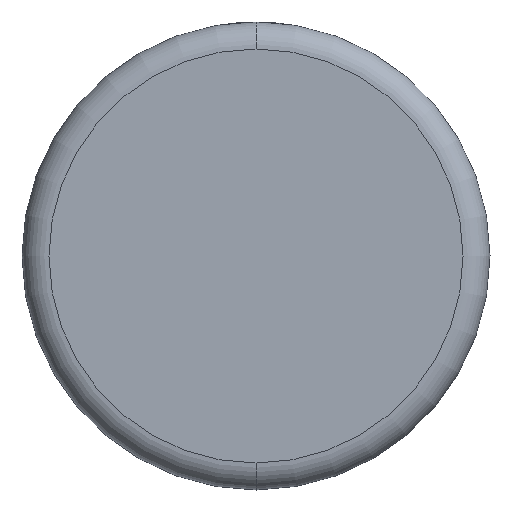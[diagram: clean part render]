
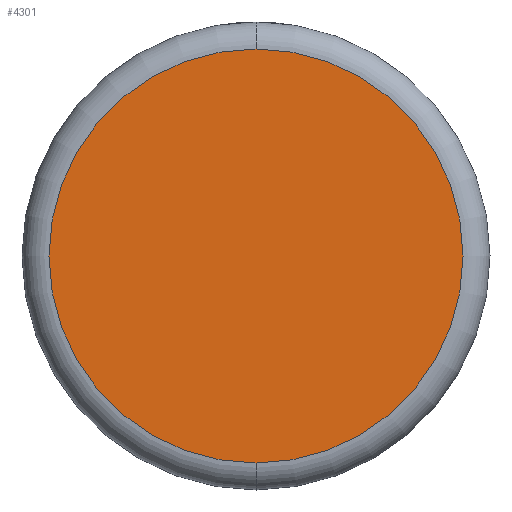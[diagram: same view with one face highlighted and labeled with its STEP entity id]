
A CAD part, front view. The second image highlights one B-rep face of the part: STEP entity #4301.
In plain terms, the highlighted planar face has unit normal (0, -1, 0).
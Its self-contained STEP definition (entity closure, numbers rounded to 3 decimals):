
#142 = CIRCLE ( 'NONE', #3356, 18.138 ) ;
#201 = EDGE_LOOP ( 'NONE', ( #3501, #3492 ) ) ;
#274 = DIRECTION ( 'NONE',  ( 0., 0., 1. ) ) ;
#450 = CARTESIAN_POINT ( 'NONE',  ( 0., 0., 0. ) ) ;
#887 = DIRECTION ( 'NONE',  ( 0., -1., 0. ) ) ;
#1068 = VERTEX_POINT ( 'NONE', #2495 ) ;
#1087 = AXIS2_PLACEMENT_3D ( 'NONE', #4622, #1379, #274 ) ;
#1278 = DIRECTION ( 'NONE',  ( 0., 0., 1. ) ) ;
#1370 = CIRCLE ( 'NONE', #2602, 18.138 ) ;
#1379 = DIRECTION ( 'NONE',  ( 0., 1., 0. ) ) ;
#1664 = VERTEX_POINT ( 'NONE', #2150 ) ;
#2150 = CARTESIAN_POINT ( 'NONE',  ( 0., 0., -18.138 ) ) ;
#2495 = CARTESIAN_POINT ( 'NONE',  ( 0., 0., 18.138 ) ) ;
#2602 = AXIS2_PLACEMENT_3D ( 'NONE', #450, #3639, #3656 ) ;
#2915 = EDGE_CURVE ( 'NONE', #1068, #1664, #1370, .T. ) ;
#3300 = FACE_OUTER_BOUND ( 'NONE', #201, .T. ) ;
#3356 = AXIS2_PLACEMENT_3D ( 'NONE', #3778, #887, #1278 ) ;
#3429 = PLANE ( 'NONE',  #1087 ) ;
#3492 = ORIENTED_EDGE ( 'NONE', *, *, #4163, .T. ) ;
#3501 = ORIENTED_EDGE ( 'NONE', *, *, #2915, .T. ) ;
#3639 = DIRECTION ( 'NONE',  ( 0., -1., 0. ) ) ;
#3656 = DIRECTION ( 'NONE',  ( 0., 0., 1. ) ) ;
#3778 = CARTESIAN_POINT ( 'NONE',  ( 0., 0., 0. ) ) ;
#4163 = EDGE_CURVE ( 'NONE', #1664, #1068, #142, .T. ) ;
#4301 = ADVANCED_FACE ( 'NONE', ( #3300 ), #3429, .F. ) ;
#4622 = CARTESIAN_POINT ( 'NONE',  ( 0., 0., 0. ) ) ;
